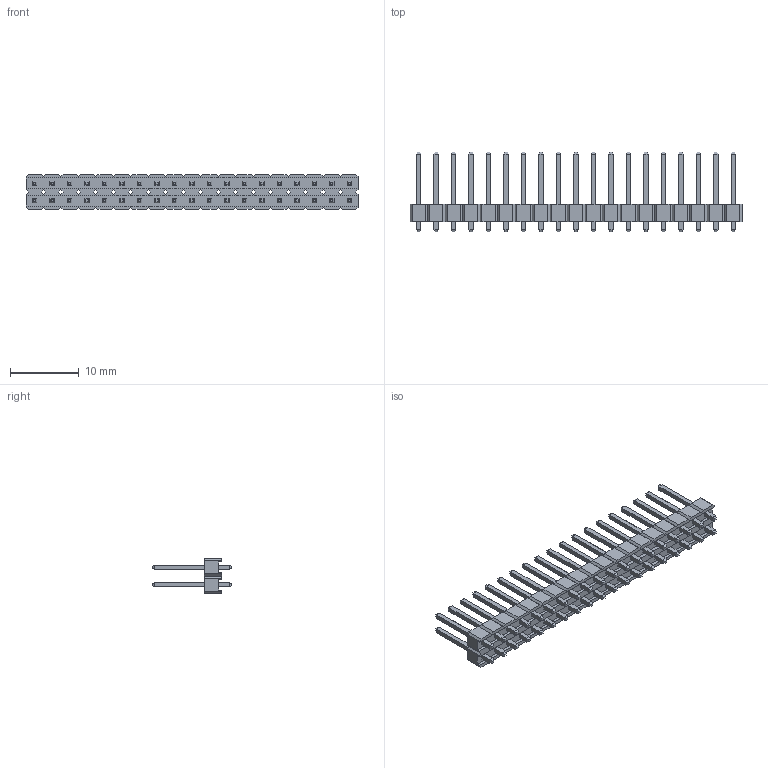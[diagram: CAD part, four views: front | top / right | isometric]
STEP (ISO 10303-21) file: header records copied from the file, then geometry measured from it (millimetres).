
FILE_DESCRIPTION (( 'STEP AP214' ), '1' );
FILE_NAME ('0_19_WA12071734336654.step', '2006-12-07T22:34:35', ( 'sysAdmin' ), ( 'SolidWorks' ), 'SwSTEP 2.0', 'SolidWorks 2007', '' );
FILE_SCHEMA (( 'AUTOMOTIVE_DESIGN' ));
Length unit declared in the file: millimetre
Products named in the file (1): 0_19_WA12071734336654
Bounding box: 48.26 x 11.6 x 5.08 mm (x, y, z)
Volume: 679.5 mm3; surface area: 1833.9 mm2
Topology: 1 solids, 1 shells, 888 faces, 2126 edges, 1316 vertices
Faces by surface type: plane 888
Entity records: 27117 total; most frequent: CARTESIAN_POINT 4331, ORIENTED_EDGE 4252, DIRECTION 3904, EDGE_CURVE 2126, LINE 2126, VECTOR 2126, VERTEX_POINT 1316, EDGE_LOOP 1000
